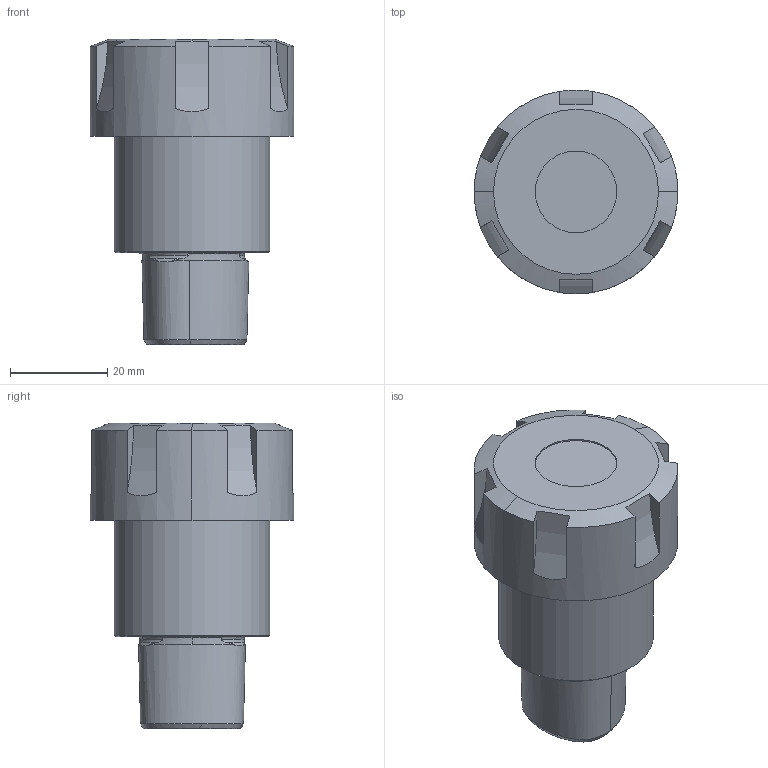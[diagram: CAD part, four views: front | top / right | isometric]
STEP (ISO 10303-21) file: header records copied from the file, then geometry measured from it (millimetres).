
FILE_DESCRIPTION(/* description */ (''),/* implementation_level */ '2;1');
FILE_NAME(/* name */ 'W9990645_A__specification_W9990645_Aussen_.stp',/* time_stamp */ '2013-08-27T10:28:19+02:00',/* author */ (''),/* organization */ (''),/* preprocessor_version */ 'ST-DEVELOPER v11',/* originating_system */ 'SIEMENS PLM Software NX 7.5',/* authorisation */ '');
FILE_SCHEMA (('AUTOMOTIVE_DESIGN { 1 0 10303 214 1 1 1 1 }'));
Length unit declared in the file: millimetre
Products named in the file (1): webeD5086j7k
Bounding box: 42 x 42 x 63 mm (x, y, z)
Volume: 52298 mm3; surface area: 9135.6 mm2
Topology: 1 solids, 1 shells, 54 faces, 142 edges, 93 vertices
Faces by surface type: plane 20, cylinder 10, bspline 9, cone 9, torus 6
Full cylindrical faces by diameter (mm): 16.825 x1, 32 x1
Entity records: 11165 total; most frequent: CARTESIAN_POINT 9743, ORIENTED_EDGE 286, DIRECTION 218, EDGE_CURVE 143, AXIS2_PLACEMENT_3D 97, VERTEX_POINT 95, B_SPLINE_CURVE_WITH_KNOTS 67, EDGE_LOOP 58
